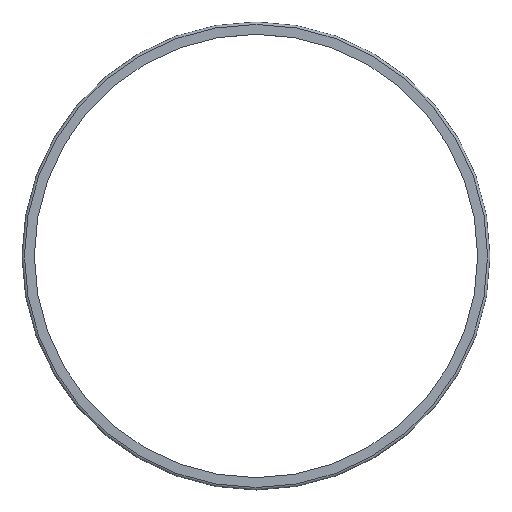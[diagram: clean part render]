
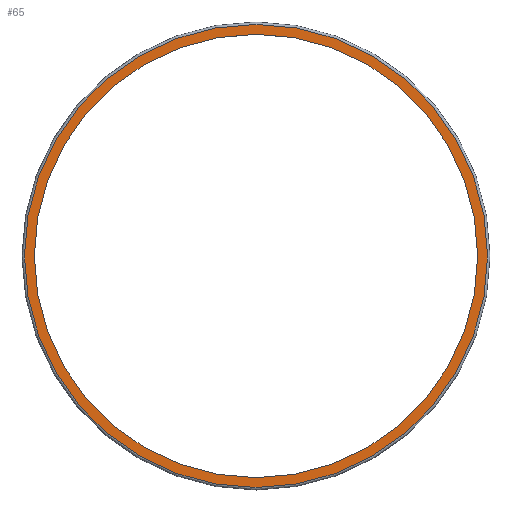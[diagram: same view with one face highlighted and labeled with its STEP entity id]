
A CAD part, top view. The second image highlights one B-rep face of the part: STEP entity #65.
In plain terms, the highlighted planar face has unit normal (0, 0, 1).
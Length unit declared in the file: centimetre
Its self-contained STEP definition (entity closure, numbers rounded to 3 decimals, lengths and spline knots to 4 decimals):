
#13=PLANE($,#76);
#19=FACE_BOUND($,#31,.T.);
#20=FACE_BOUND($,#32,.T.);
#31=EDGE_LOOP($,(#56));
#32=EDGE_LOOP($,(#57));
#38=CIRCLE($,#73,5.64);
#40=CIRCLE($,#77,5.4);
#43=VERTEX_POINT($,#107);
#45=VERTEX_POINT($,#113);
#48=EDGE_CURVE($,#43,#43,#38,.T.);
#50=EDGE_CURVE($,#45,#45,#40,.T.);
#56=ORIENTED_EDGE($,*,*,#50,.T.);
#57=ORIENTED_EDGE($,*,*,#48,.F.);
#65=ADVANCED_FACE($,(#19,#20),#13,.T.);
#73=AXIS2_PLACEMENT_3D($,#108,#87,#88);
#76=AXIS2_PLACEMENT_3D($,#112,#93,#94);
#77=AXIS2_PLACEMENT_3D($,#114,#95,#96);
#87=DIRECTION('center_axis',(0.,0.,-1.));
#88=DIRECTION('ref_axis',(-1.,0.,0.));
#93=DIRECTION('center_axis',(0.,0.,1.));
#94=DIRECTION('ref_axis',(1.,0.,0.));
#95=DIRECTION('center_axis',(0.,0.,-1.));
#96=DIRECTION('ref_axis',(1.,0.,0.));
#107=CARTESIAN_POINT('',(-16.1835,14.2008,0.475));
#108=CARTESIAN_POINT('Origin',(-21.8235,14.2008,0.475));
#112=CARTESIAN_POINT('Origin',(-21.8235,14.2008,0.475));
#113=CARTESIAN_POINT('',(-27.2235,14.2008,0.475));
#114=CARTESIAN_POINT('Origin',(-21.8235,14.2008,0.475));
